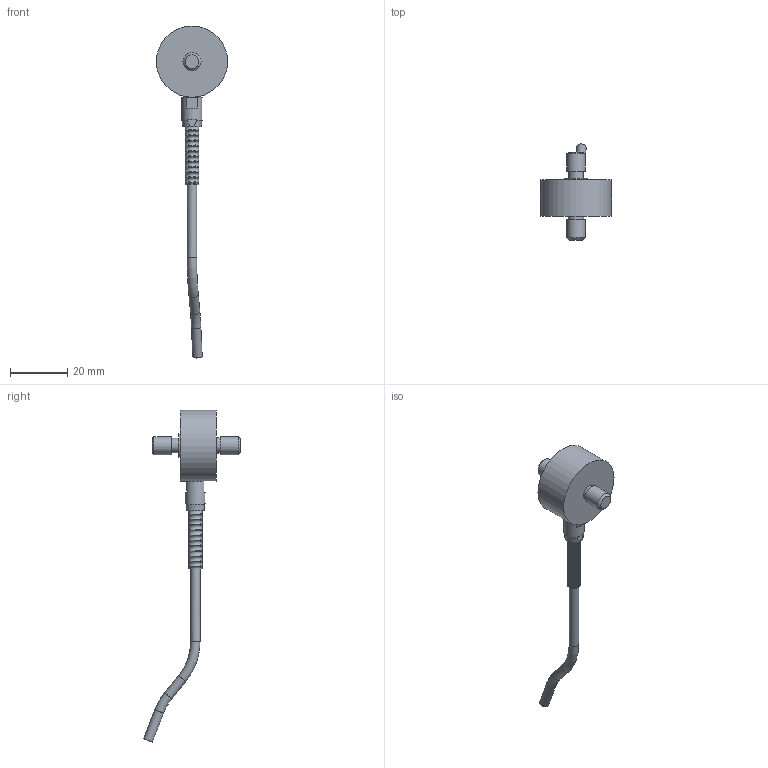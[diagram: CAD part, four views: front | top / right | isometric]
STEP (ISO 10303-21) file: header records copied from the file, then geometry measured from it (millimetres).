
FILE_DESCRIPTION((''),'2;1');
FILE_NAME('LCM300 M6 thread.stp','2010-11-08T11:10:51',('thomasl'),(''),'Autodesk Inventor 2008','Autodesk Inventor 2008','');
FILE_SCHEMA(('AUTOMOTIVE_DESIGN { 1 0 10303 214 1 1 1 1 }'));
Length unit declared in the file: inch
Products named in the file (2): LCM300 M6 thread (LevelofDetail1); PART1
Assembly tree (1 placements, depth 2):
  LCM300 M6 thread (LevelofDetail1)
    PART1
Bounding box: 24.89 x 33.83 x 116.08 mm (x, y, z)
Volume: 6898.9 mm3; surface area: 5433.5 mm2
Topology: 1 solids, 4 shells, 192 faces, 499 edges, 312 vertices
Faces by surface type: plane 63, bspline 60, cylinder 48, cone 15, torus 6
Full cylindrical faces by diameter (mm): 3.048 x1, 3.302 x4, 4.064 x1, 4.801 x1, 5.08 x1, 5.207 x1, 5.334 x2, 5.715 x1, 5.791 x1, 6.35 x2, 7.061 x1, 8.128 x1, 19.558 x1, 19.787 x1, 21.133 x2, 24.892 x1
Entity records: 9843 total; most frequent: CARTESIAN_POINT 5780, DIRECTION 803, ORIENTED_EDGE 766, EDGE_CURVE 383, AXIS2_PLACEMENT_3D 334, EDGE_LOOP 314, VERTEX_POINT 290, CIRCLE 199
